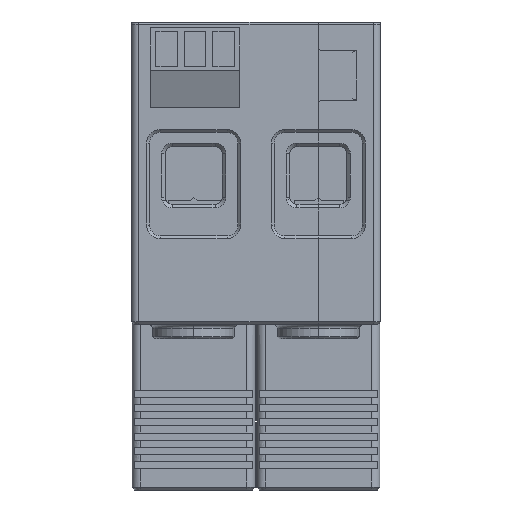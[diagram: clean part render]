
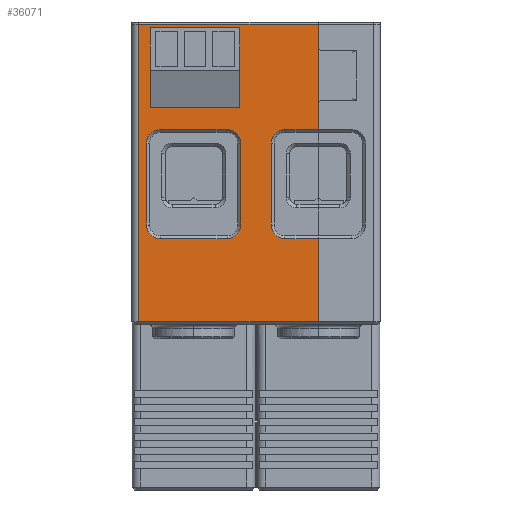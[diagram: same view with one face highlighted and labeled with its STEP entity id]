
A CAD part, left-side view. The second image highlights one B-rep face of the part: STEP entity #36071.
In plain terms, the highlighted planar face has unit normal (-1, 0, 0).
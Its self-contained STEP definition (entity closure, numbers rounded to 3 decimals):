
#1793=DIRECTION('',(0.,1.,0.));
#1794=VECTOR('',#1793,12.6);
#1795=CARTESIAN_POINT('',(-39.6,20.4,47.7));
#1796=LINE('',#1795,#1794);
#1797=DIRECTION('',(0.,-1.,0.));
#1798=VECTOR('',#1797,12.6);
#1799=CARTESIAN_POINT('',(-39.6,33.,38.5));
#1800=LINE('',#1799,#1798);
#1801=DIRECTION('',(0.,0.,1.));
#1802=VECTOR('',#1801,9.2);
#1803=CARTESIAN_POINT('',(-39.6,20.4,38.5));
#1804=LINE('',#1803,#1802);
#1805=DIRECTION('',(0.,-1.,0.));
#1806=VECTOR('',#1805,25.25);
#1807=CARTESIAN_POINT('',(-39.6,34.65,49.2));
#1808=LINE('',#1807,#1806);
#1809=DIRECTION('',(0.,0.,-1.));
#1810=VECTOR('',#1809,14.8);
#1811=CARTESIAN_POINT('',(-39.6,9.4,49.2));
#1812=LINE('',#1811,#1810);
#1813=CARTESIAN_POINT('',(-39.6,14.1,32.5));
#1814=DIRECTION('',(1.,0.,0.));
#1815=DIRECTION('',(0.,1.,0.));
#1816=AXIS2_PLACEMENT_3D('',#1813,#1814,#1815);
#1818=CARTESIAN_POINT('',(-39.6,14.1,21.));
#1819=DIRECTION('',(1.,0.,0.));
#1820=DIRECTION('',(0.,0.,-1.));
#1821=AXIS2_PLACEMENT_3D('',#1818,#1819,#1820);
#1823=CARTESIAN_POINT('',(-39.6,31.6,32.5));
#1824=DIRECTION('',(-1.,0.,0.));
#1825=DIRECTION('',(0.,0.,1.));
#1826=AXIS2_PLACEMENT_3D('',#1823,#1824,#1825);
#1828=CARTESIAN_POINT('',(-39.6,31.6,21.));
#1829=DIRECTION('',(-1.,0.,0.));
#1830=DIRECTION('',(0.,1.,0.));
#1831=AXIS2_PLACEMENT_3D('',#1828,#1829,#1830);
#1833=CARTESIAN_POINT('',(-39.6,22.2,21.));
#1834=DIRECTION('',(1.,0.,0.));
#1835=DIRECTION('',(0.,-1.,0.));
#1836=AXIS2_PLACEMENT_3D('',#1833,#1834,#1835);
#1838=CARTESIAN_POINT('',(-39.6,22.2,32.5));
#1839=DIRECTION('',(1.,0.,0.));
#1840=DIRECTION('',(0.,0.,1.));
#1841=AXIS2_PLACEMENT_3D('',#1838,#1839,#1840);
#1887=DIRECTION('',(0.,0.,1.));
#1888=VECTOR('',#1887,9.2);
#1889=CARTESIAN_POINT('',(-39.6,33.,38.5));
#1890=LINE('',#1889,#1888);
#2171=DIRECTION('',(0.,-1.,0.));
#2172=VECTOR('',#2171,25.25);
#2173=CARTESIAN_POINT('',(-39.6,34.65,7.4));
#2174=LINE('',#2173,#2172);
#2589=DIRECTION('',(0.,1.,0.));
#2590=VECTOR('',#2589,9.4);
#2591=CARTESIAN_POINT('',(-39.6,22.2,19.1));
#2592=LINE('',#2591,#2590);
#2610=DIRECTION('',(0.,0.,-1.));
#2611=VECTOR('',#2610,11.5);
#2612=CARTESIAN_POINT('',(-39.6,33.5,32.5));
#2613=LINE('',#2612,#2611);
#2631=DIRECTION('',(0.,-1.,0.));
#2632=VECTOR('',#2631,9.4);
#2633=CARTESIAN_POINT('',(-39.6,31.6,34.4));
#2634=LINE('',#2633,#2632);
#2676=DIRECTION('',(0.,0.,1.));
#2677=VECTOR('',#2676,11.5);
#2678=CARTESIAN_POINT('',(-39.6,20.3,21.));
#2679=LINE('',#2678,#2677);
#14310=DIRECTION('',(0.,0.,1.));
#14311=VECTOR('',#14310,11.7);
#14312=CARTESIAN_POINT('',(-39.6,9.4,7.4));
#14313=LINE('',#14312,#14311);
#14504=DIRECTION('',(0.,-1.,0.));
#14505=VECTOR('',#14504,4.7);
#14506=CARTESIAN_POINT('',(-39.6,14.1,19.1));
#14507=LINE('',#14506,#14505);
#14521=DIRECTION('',(0.,0.,-1.));
#14522=VECTOR('',#14521,11.5);
#14523=CARTESIAN_POINT('',(-39.6,16.,32.5));
#14524=LINE('',#14523,#14522);
#14542=DIRECTION('',(0.,1.,0.));
#14543=VECTOR('',#14542,4.7);
#14544=CARTESIAN_POINT('',(-39.6,9.4,34.4));
#14545=LINE('',#14544,#14543);
#21737=DIRECTION('',(0.,0.,-1.));
#21738=VECTOR('',#21737,41.8);
#21739=CARTESIAN_POINT('',(-39.6,34.65,49.2));
#21740=LINE('',#21739,#21738);
#25981=CARTESIAN_POINT('',(-39.6,9.4,34.4));
#25982=VERTEX_POINT('',#25981);
#25983=CARTESIAN_POINT('',(-39.6,9.4,49.2));
#25984=VERTEX_POINT('',#25983);
#27527=CARTESIAN_POINT('',(-39.6,22.2,34.4));
#27528=VERTEX_POINT('',#27527);
#27529=CARTESIAN_POINT('',(-39.6,14.1,34.4));
#27530=VERTEX_POINT('',#27529);
#27531=CARTESIAN_POINT('',(-39.6,16.,32.5));
#27532=VERTEX_POINT('',#27531);
#27533=CARTESIAN_POINT('',(-39.6,16.,21.));
#27534=VERTEX_POINT('',#27533);
#27535=CARTESIAN_POINT('',(-39.6,14.1,19.1));
#27536=VERTEX_POINT('',#27535);
#27537=CARTESIAN_POINT('',(-39.6,9.4,19.1));
#27538=VERTEX_POINT('',#27537);
#27539=CARTESIAN_POINT('',(-39.6,9.4,7.4));
#27540=VERTEX_POINT('',#27539);
#27541=CARTESIAN_POINT('',(-39.6,20.3,21.));
#27542=CARTESIAN_POINT('',(-39.6,22.2,19.1));
#27543=VERTEX_POINT('',#27541);
#27544=VERTEX_POINT('',#27542);
#27545=CARTESIAN_POINT('',(-39.6,20.3,32.5));
#27546=VERTEX_POINT('',#27545);
#31343=CARTESIAN_POINT('',(-39.6,34.65,7.4));
#31344=VERTEX_POINT('',#31343);
#31345=CARTESIAN_POINT('',(-39.6,34.65,49.2));
#31346=VERTEX_POINT('',#31345);
#31349=CARTESIAN_POINT('',(-39.6,33.5,21.));
#31350=CARTESIAN_POINT('',(-39.6,31.6,19.1));
#31351=VERTEX_POINT('',#31349);
#31352=VERTEX_POINT('',#31350);
#31353=CARTESIAN_POINT('',(-39.6,33.5,32.5));
#31354=VERTEX_POINT('',#31353);
#31355=CARTESIAN_POINT('',(-39.6,31.6,34.4));
#31356=VERTEX_POINT('',#31355);
#32477=CARTESIAN_POINT('',(-39.6,20.4,38.5));
#32478=CARTESIAN_POINT('',(-39.6,20.4,47.7));
#32479=VERTEX_POINT('',#32477);
#32480=VERTEX_POINT('',#32478);
#32869=CARTESIAN_POINT('',(-39.6,33.,38.5));
#32870=CARTESIAN_POINT('',(-39.6,33.,47.7));
#32871=VERTEX_POINT('',#32869);
#32872=VERTEX_POINT('',#32870);
#36017=CARTESIAN_POINT('',(-39.6,18.15,28.3));
#36018=DIRECTION('',(1.,0.,0.));
#36019=DIRECTION('',(0.,0.,1.));
#36020=AXIS2_PLACEMENT_3D('',#36017,#36018,#36019);
#36021=PLANE('',#36020);
#36023=ORIENTED_EDGE('',*,*,#36022,.F.);
#36025=ORIENTED_EDGE('',*,*,#36024,.F.);
#36026=ORIENTED_EDGE('',*,*,#36000,.T.);
#36028=ORIENTED_EDGE('',*,*,#36027,.T.);
#36030=ORIENTED_EDGE('',*,*,#36029,.T.);
#36032=ORIENTED_EDGE('',*,*,#36031,.F.);
#36034=ORIENTED_EDGE('',*,*,#36033,.T.);
#36036=ORIENTED_EDGE('',*,*,#36035,.F.);
#36038=ORIENTED_EDGE('',*,*,#36037,.T.);
#36040=ORIENTED_EDGE('',*,*,#36039,.F.);
#36041=EDGE_LOOP('',(#36023,#36025,#36026,#36028,#36030,#36032,#36034,#36036,
#36038,#36040));
#36042=FACE_OUTER_BOUND('',#36041,.F.);
#36044=ORIENTED_EDGE('',*,*,#36043,.T.);
#36046=ORIENTED_EDGE('',*,*,#36045,.F.);
#36048=ORIENTED_EDGE('',*,*,#36047,.T.);
#36050=ORIENTED_EDGE('',*,*,#36049,.T.);
#36051=EDGE_LOOP('',(#36044,#36046,#36048,#36050));
#36052=FACE_BOUND('',#36051,.F.);
#36054=ORIENTED_EDGE('',*,*,#36053,.F.);
#36056=ORIENTED_EDGE('',*,*,#36055,.T.);
#36058=ORIENTED_EDGE('',*,*,#36057,.T.);
#36060=ORIENTED_EDGE('',*,*,#36059,.T.);
#36062=ORIENTED_EDGE('',*,*,#36061,.F.);
#36064=ORIENTED_EDGE('',*,*,#36063,.F.);
#36066=ORIENTED_EDGE('',*,*,#36065,.T.);
#36068=ORIENTED_EDGE('',*,*,#36067,.F.);
#36069=EDGE_LOOP('',(#36054,#36056,#36058,#36060,#36062,#36064,#36066,#36068));
#36070=FACE_BOUND('',#36069,.F.);
#36071=ADVANCED_FACE('',(#36042,#36052,#36070),#36021,.F.);
#1817=CIRCLE('',#1816,1.9);
#1822=CIRCLE('',#1821,1.9);
#1827=CIRCLE('',#1826,1.9);
#1832=CIRCLE('',#1831,1.9);
#1837=CIRCLE('',#1836,1.9);
#1842=CIRCLE('',#1841,1.9);
#36000=EDGE_CURVE('',#31346,#25984,#1808,.T.);
#36022=EDGE_CURVE('',#31344,#27540,#2174,.T.);
#36024=EDGE_CURVE('',#31346,#31344,#21740,.T.);
#36027=EDGE_CURVE('',#25984,#25982,#1812,.T.);
#36029=EDGE_CURVE('',#25982,#27530,#14545,.T.);
#36031=EDGE_CURVE('',#27532,#27530,#1817,.T.);
#36033=EDGE_CURVE('',#27532,#27534,#14524,.T.);
#36035=EDGE_CURVE('',#27536,#27534,#1822,.T.);
#36037=EDGE_CURVE('',#27536,#27538,#14507,.T.);
#36039=EDGE_CURVE('',#27540,#27538,#14313,.T.);
#36043=EDGE_CURVE('',#32480,#32872,#1796,.T.);
#36045=EDGE_CURVE('',#32871,#32872,#1890,.T.);
#36047=EDGE_CURVE('',#32871,#32479,#1800,.T.);
#36049=EDGE_CURVE('',#32479,#32480,#1804,.T.);
#36053=EDGE_CURVE('',#31356,#27528,#2634,.T.);
#36055=EDGE_CURVE('',#31356,#31354,#1827,.T.);
#36057=EDGE_CURVE('',#31354,#31351,#2613,.T.);
#36059=EDGE_CURVE('',#31351,#31352,#1832,.T.);
#36061=EDGE_CURVE('',#27544,#31352,#2592,.T.);
#36063=EDGE_CURVE('',#27543,#27544,#1837,.T.);
#36065=EDGE_CURVE('',#27543,#27546,#2679,.T.);
#36067=EDGE_CURVE('',#27528,#27546,#1842,.T.);
